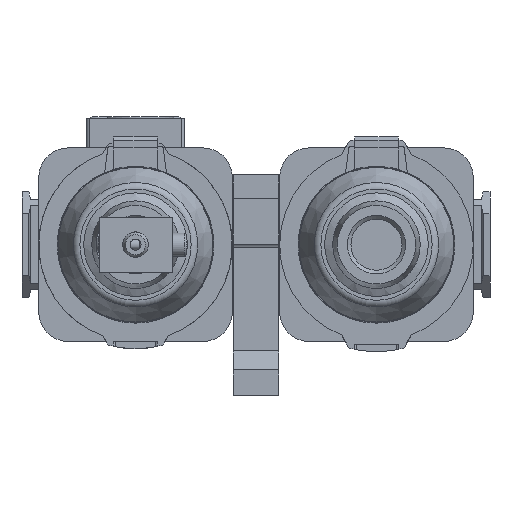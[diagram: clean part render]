
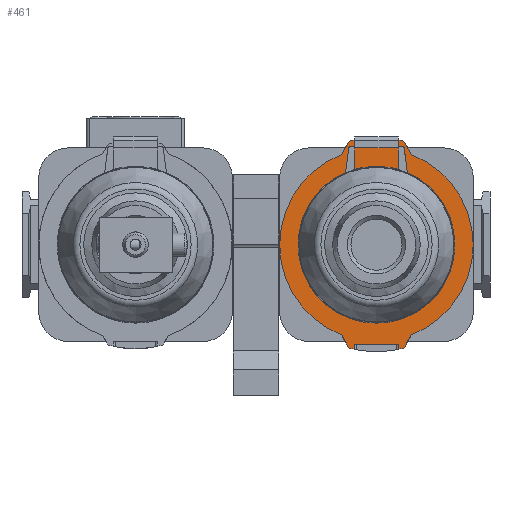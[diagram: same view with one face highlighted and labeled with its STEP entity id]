
A CAD part, front view. The second image highlights one B-rep face of the part: STEP entity #461.
In plain terms, the highlighted planar face has unit normal (0, -1, 0).
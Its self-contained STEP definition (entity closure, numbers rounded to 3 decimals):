
#461 = ADVANCED_FACE( '', ( #1713, #1714 ), #1715, .F. );
#1713 = FACE_BOUND( '', #3899, .T. );
#1714 = FACE_OUTER_BOUND( '', #3900, .T. );
#1715 = PLANE( '', #3901 );
#3899 = EDGE_LOOP( '', ( #7458 ) );
#3900 = EDGE_LOOP( '', ( #7459, #7460, #7461, #7462, #7463, #7464, #7465, #7466, #7467, #7468, #7469, #7470, #7471, #7472, #7473, #7474, #7475, #7476 ) );
#3901 = AXIS2_PLACEMENT_3D( '', #7477, #7478, #7479 );
#7458 = ORIENTED_EDGE( '', *, *, #13935, .T. );
#7459 = ORIENTED_EDGE( '', *, *, #14312, .F. );
#7460 = ORIENTED_EDGE( '', *, *, #14313, .T. );
#7461 = ORIENTED_EDGE( '', *, *, #14314, .T. );
#7462 = ORIENTED_EDGE( '', *, *, #14066, .F. );
#7463 = ORIENTED_EDGE( '', *, *, #14069, .F. );
#7464 = ORIENTED_EDGE( '', *, *, #14073, .F. );
#7465 = ORIENTED_EDGE( '', *, *, #14077, .F. );
#7466 = ORIENTED_EDGE( '', *, *, #14206, .F. );
#7467 = ORIENTED_EDGE( '', *, *, #14046, .F. );
#7468 = ORIENTED_EDGE( '', *, *, #14315, .T. );
#7469 = ORIENTED_EDGE( '', *, *, #14041, .T. );
#7470 = ORIENTED_EDGE( '', *, *, #14209, .F. );
#7471 = ORIENTED_EDGE( '', *, *, #14316, .F. );
#7472 = ORIENTED_EDGE( '', *, *, #14317, .F. );
#7473 = ORIENTED_EDGE( '', *, *, #14318, .F. );
#7474 = ORIENTED_EDGE( '', *, *, #14062, .F. );
#7475 = ORIENTED_EDGE( '', *, *, #14310, .F. );
#7476 = ORIENTED_EDGE( '', *, *, #14319, .F. );
#7477 = CARTESIAN_POINT( '', ( 0., -30.6, 0. ) );
#7478 = DIRECTION( '', ( 0., 1., 0. ) );
#7479 = DIRECTION( '', ( 0., 0., 1. ) );
#13935 = EDGE_CURVE( '', #16734, #16734, #16735, .T. );
#14041 = EDGE_CURVE( '', #16939, #16937, #16940, .T. );
#14046 = EDGE_CURVE( '', #16947, #16942, #16949, .T. );
#14062 = EDGE_CURVE( '', #16975, #16977, #16978, .T. );
#14066 = EDGE_CURVE( '', #16983, #16985, #16986, .T. );
#14069 = EDGE_CURVE( '', #16990, #16983, #16991, .T. );
#14073 = EDGE_CURVE( '', #16997, #16990, #16998, .T. );
#14077 = EDGE_CURVE( '', #17004, #16997, #17005, .T. );
#14206 = EDGE_CURVE( '', #16942, #17004, #17223, .T. );
#14209 = EDGE_CURVE( '', #17226, #16937, #17228, .T. );
#14310 = EDGE_CURVE( '', #17378, #16975, #17380, .T. );
#14312 = EDGE_CURVE( '', #17382, #17383, #17384, .T. );
#14313 = EDGE_CURVE( '', #17382, #17385, #17386, .T. );
#14314 = EDGE_CURVE( '', #17385, #16985, #17387, .T. );
#14315 = EDGE_CURVE( '', #16947, #16939, #17388, .T. );
#14316 = EDGE_CURVE( '', #17389, #17226, #17390, .T. );
#14317 = EDGE_CURVE( '', #17391, #17389, #17392, .T. );
#14318 = EDGE_CURVE( '', #16977, #17391, #17393, .T. );
#14319 = EDGE_CURVE( '', #17383, #17378, #17394, .T. );
#16734 = VERTEX_POINT( '', #21282 );
#16735 = CIRCLE( '', #21283, 21.482 );
#16937 = VERTEX_POINT( '', #21875 );
#16939 = VERTEX_POINT( '', #21878 );
#16940 = LINE( '', #21879, #21880 );
#16942 = VERTEX_POINT( '', #21883 );
#16947 = VERTEX_POINT( '', #21890 );
#16949 = LINE( '', #21893, #21894 );
#16975 = VERTEX_POINT( '', #21938 );
#16977 = VERTEX_POINT( '', #21941 );
#16978 = CIRCLE( '', #21942, 29.3 );
#16983 = VERTEX_POINT( '', #21948 );
#16985 = VERTEX_POINT( '', #21951 );
#16986 = CIRCLE( '', #21952, 29.3 );
#16990 = VERTEX_POINT( '', #21962 );
#16991 = LINE( '', #21963, #21964 );
#16997 = VERTEX_POINT( '', #21973 );
#16998 = CIRCLE( '', #21974, 26.5 );
#17004 = VERTEX_POINT( '', #21981 );
#17005 = LINE( '', #21982, #21983 );
#17223 = CIRCLE( '', #22316, 29.3 );
#17226 = VERTEX_POINT( '', #22319 );
#17228 = CIRCLE( '', #22322, 29.3 );
#17378 = VERTEX_POINT( '', #22750 );
#17380 = LINE( '', #22753, #22754 );
#17382 = VERTEX_POINT( '', #22757 );
#17383 = VERTEX_POINT( '', #22758 );
#17384 = LINE( '', #22759, #22760 );
#17385 = VERTEX_POINT( '', #22761 );
#17386 = LINE( '', #22762, #22763 );
#17387 = LINE( '', #22764, #22765 );
#17388 = LINE( '', #22766, #22767 );
#17389 = VERTEX_POINT( '', #22768 );
#17390 = LINE( '', #22769, #22770 );
#17391 = VERTEX_POINT( '', #22771 );
#17392 = CIRCLE( '', #22772, 26.5 );
#17393 = LINE( '', #22773, #22774 );
#17394 = LINE( '', #22775, #22776 );
#21282 = CARTESIAN_POINT( '', ( 0., -30.6, 21.482 ) );
#21283 = AXIS2_PLACEMENT_3D( '', #28444, #28445, #28446 );
#21875 = CARTESIAN_POINT( '', ( 6., -30.6, -28.679 ) );
#21878 = CARTESIAN_POINT( '', ( 6., -30.6, -27.3 ) );
#21879 = CARTESIAN_POINT( '', ( 6., -30.6, -27.3 ) );
#21880 = VECTOR( '', #28565, 1000. );
#21883 = CARTESIAN_POINT( '', ( -6., -30.6, -28.679 ) );
#21890 = CARTESIAN_POINT( '', ( -6., -30.6, -27.3 ) );
#21893 = CARTESIAN_POINT( '', ( -6., -30.6, -27.3 ) );
#21894 = VECTOR( '', #28570, 1000. );
#21938 = CARTESIAN_POINT( '', ( 6., -30.6, 28.679 ) );
#21941 = CARTESIAN_POINT( '', ( 7.5, -30.6, 28.324 ) );
#21942 = AXIS2_PLACEMENT_3D( '', #28592, #28593, #28594 );
#21948 = CARTESIAN_POINT( '', ( -7.5, -30.6, 28.324 ) );
#21951 = CARTESIAN_POINT( '', ( -6., -30.6, 28.679 ) );
#21952 = AXIS2_PLACEMENT_3D( '', #28600, #28601, #28602 );
#21962 = CARTESIAN_POINT( '', ( -9.59, -30.6, 24.704 ) );
#21963 = CARTESIAN_POINT( '', ( -9.59, -30.6, 24.704 ) );
#21964 = VECTOR( '', #28604, 1000. );
#21973 = CARTESIAN_POINT( '', ( -9.59, -30.6, -24.704 ) );
#21974 = AXIS2_PLACEMENT_3D( '', #28608, #28609, #28610 );
#21981 = CARTESIAN_POINT( '', ( -7.5, -30.6, -28.324 ) );
#21982 = CARTESIAN_POINT( '', ( -7.5, -30.6, -28.324 ) );
#21983 = VECTOR( '', #28618, 1000. );
#22316 = AXIS2_PLACEMENT_3D( '', #28773, #28774, #28775 );
#22319 = CARTESIAN_POINT( '', ( 7.5, -30.6, -28.324 ) );
#22322 = AXIS2_PLACEMENT_3D( '', #28780, #28781, #28782 );
#22750 = CARTESIAN_POINT( '', ( 6., -30.6, 28. ) );
#22753 = CARTESIAN_POINT( '', ( 6., -30.6, 27.3 ) );
#22754 = VECTOR( '', #28861, 1000. );
#22757 = CARTESIAN_POINT( '', ( -6., -30.6, 26.5 ) );
#22758 = CARTESIAN_POINT( '', ( 6., -30.6, 26.5 ) );
#22759 = CARTESIAN_POINT( '', ( 0., -30.6, 26.5 ) );
#22760 = VECTOR( '', #28863, 1000. );
#22761 = CARTESIAN_POINT( '', ( -6., -30.6, 28. ) );
#22762 = CARTESIAN_POINT( '', ( -6., -30.6, 27.3 ) );
#22763 = VECTOR( '', #28864, 1000. );
#22764 = CARTESIAN_POINT( '', ( -6., -30.6, 27.3 ) );
#22765 = VECTOR( '', #28865, 1000. );
#22766 = CARTESIAN_POINT( '', ( -6., -30.6, -27.3 ) );
#22767 = VECTOR( '', #28866, 1000. );
#22768 = CARTESIAN_POINT( '', ( 9.59, -30.6, -24.704 ) );
#22769 = CARTESIAN_POINT( '', ( 9.59, -30.6, -24.704 ) );
#22770 = VECTOR( '', #28867, 1000. );
#22771 = CARTESIAN_POINT( '', ( 9.59, -30.6, 24.704 ) );
#22772 = AXIS2_PLACEMENT_3D( '', #28868, #28869, #28870 );
#22773 = CARTESIAN_POINT( '', ( 7.5, -30.6, 28.324 ) );
#22774 = VECTOR( '', #28871, 1000. );
#22775 = CARTESIAN_POINT( '', ( 6., -30.6, 27.3 ) );
#22776 = VECTOR( '', #28872, 1000. );
#28444 = CARTESIAN_POINT( '', ( 0., -30.6, 0. ) );
#28445 = DIRECTION( '', ( 0., 1., 0. ) );
#28446 = DIRECTION( '', ( 0., 0., 1. ) );
#28565 = DIRECTION( '', ( 0., 0., -1. ) );
#28570 = DIRECTION( '', ( 0., 0., -1. ) );
#28592 = CARTESIAN_POINT( '', ( 0., -30.6, 0. ) );
#28593 = DIRECTION( '', ( 0., 1., 0. ) );
#28594 = DIRECTION( '', ( 1., 0., 0. ) );
#28600 = CARTESIAN_POINT( '', ( 0., -30.6, 0. ) );
#28601 = DIRECTION( '', ( 0., 1., 0. ) );
#28602 = DIRECTION( '', ( 1., 0., 0. ) );
#28604 = DIRECTION( '', ( 0.5, 0., 0.866 ) );
#28608 = CARTESIAN_POINT( '', ( 0., -30.6, 0. ) );
#28609 = DIRECTION( '', ( 0., 1., 0. ) );
#28610 = DIRECTION( '', ( 1., 0., 0. ) );
#28618 = DIRECTION( '', ( -0.5, 0., 0.866 ) );
#28773 = CARTESIAN_POINT( '', ( 0., -30.6, 0. ) );
#28774 = DIRECTION( '', ( 0., 1., 0. ) );
#28775 = DIRECTION( '', ( 1., 0., 0. ) );
#28780 = CARTESIAN_POINT( '', ( 0., -30.6, 0. ) );
#28781 = DIRECTION( '', ( 0., 1., 0. ) );
#28782 = DIRECTION( '', ( 1., 0., 0. ) );
#28861 = DIRECTION( '', ( 0., 0., 1. ) );
#28863 = DIRECTION( '', ( 1., 0., 0. ) );
#28864 = DIRECTION( '', ( 0., 0., 1. ) );
#28865 = DIRECTION( '', ( 0., 0., 1. ) );
#28866 = DIRECTION( '', ( 1., 0., 0. ) );
#28867 = DIRECTION( '', ( -0.5, 0., -0.866 ) );
#28868 = CARTESIAN_POINT( '', ( 0., -30.6, 0. ) );
#28869 = DIRECTION( '', ( 0., 1., 0. ) );
#28870 = DIRECTION( '', ( 1., 0., 0. ) );
#28871 = DIRECTION( '', ( 0.5, 0., -0.866 ) );
#28872 = DIRECTION( '', ( 0., 0., 1. ) );
